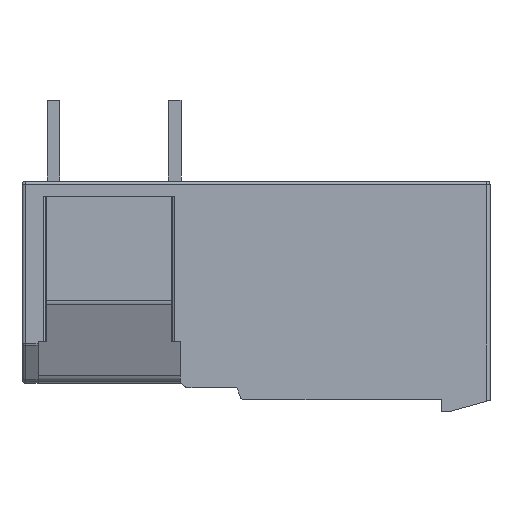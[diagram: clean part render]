
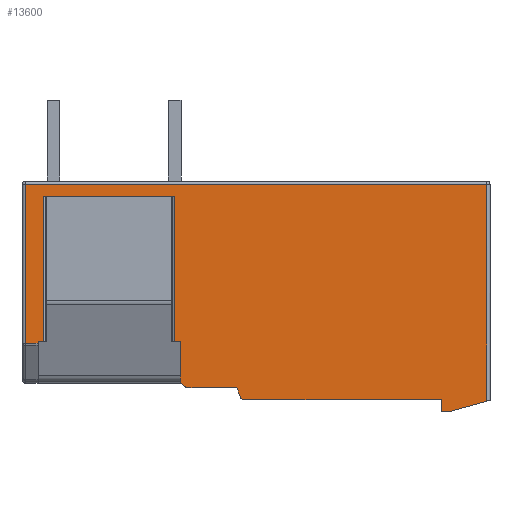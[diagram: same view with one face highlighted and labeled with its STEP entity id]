
A CAD part, front view. The second image highlights one B-rep face of the part: STEP entity #13600.
In plain terms, the highlighted planar face has unit normal (0, -1, 0).
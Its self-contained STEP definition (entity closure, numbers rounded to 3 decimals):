
#1=DIRECTION('',(0.,0.,-1.));
#2=VECTOR('',#1,13.446);
#3=CARTESIAN_POINT('',(17.65,0.,6.756));
#4=LINE('',#3,#2);
#5=DIRECTION('',(-0.963,0.,-0.27));
#6=VECTOR('',#5,2.388);
#7=CARTESIAN_POINT('',(17.65,0.,-6.69));
#8=LINE('',#7,#6);
#9=DIRECTION('',(-1.,0.,0.));
#10=VECTOR('',#9,0.5);
#11=CARTESIAN_POINT('',(15.35,0.,-7.334));
#12=LINE('',#11,#10);
#13=DIRECTION('',(0.,0.,1.));
#14=VECTOR('',#13,0.75);
#15=CARTESIAN_POINT('',(14.85,0.,-7.334));
#16=LINE('',#15,#14);
#17=DIRECTION('',(-1.,0.,0.));
#18=VECTOR('',#17,12.26);
#19=CARTESIAN_POINT('',(14.85,0.,-6.584));
#20=LINE('',#19,#18);
#21=CARTESIAN_POINT('',(2.59,0.,-6.384));
#22=DIRECTION('',(0.,1.,0.));
#23=DIRECTION('',(0.,0.,-1.));
#24=AXIS2_PLACEMENT_3D('',#21,#22,#23);
#26=DIRECTION('',(-0.376,0.,0.927));
#27=VECTOR('',#26,0.664);
#28=CARTESIAN_POINT('',(2.405,0.,-6.459));
#29=LINE('',#28,#27);
#30=DIRECTION('',(-1.,0.,0.));
#31=VECTOR('',#30,3.085);
#32=CARTESIAN_POINT('',(2.155,0.,-5.844));
#33=LINE('',#32,#31);
#34=CARTESIAN_POINT('',(-0.93,0.,-5.644));
#35=DIRECTION('',(0.,1.,0.));
#36=DIRECTION('',(0.,0.,-1.));
#37=AXIS2_PLACEMENT_3D('',#34,#35,#36);
#39=DIRECTION('',(-0.707,0.,0.707));
#40=VECTOR('',#39,0.313);
#41=CARTESIAN_POINT('',(-1.071,0.,-5.785));
#42=LINE('',#41,#40);
#43=DIRECTION('',(-1.,0.,0.));
#44=VECTOR('',#43,0.057);
#45=CARTESIAN_POINT('',(-1.293,0.,-5.564));
#46=LINE('',#45,#44);
#47=DIRECTION('',(0.,0.,-1.));
#48=VECTOR('',#47,2.58);
#49=CARTESIAN_POINT('',(-1.35,0.,-2.984));
#50=LINE('',#49,#48);
#51=DIRECTION('',(-1.,0.,0.));
#52=VECTOR('',#51,8.16);
#53=CARTESIAN_POINT('',(-1.67,0.,6.016));
#54=LINE('',#53,#52);
#55=DIRECTION('',(0.,0.,-1.));
#56=VECTOR('',#55,9.);
#57=CARTESIAN_POINT('',(-9.83,0.,6.016));
#58=LINE('',#57,#56);
#59=DIRECTION('',(0.,0.,-1.));
#60=VECTOR('',#59,0.123);
#61=CARTESIAN_POINT('',(-10.15,0.,-2.984));
#62=LINE('',#61,#60);
#63=DIRECTION('',(-1.,0.,0.));
#64=VECTOR('',#63,0.8);
#65=CARTESIAN_POINT('',(-10.15,0.,-3.106));
#66=LINE('',#65,#64);
#67=DIRECTION('',(0.,0.,1.));
#68=VECTOR('',#67,9.863);
#69=CARTESIAN_POINT('',(-10.95,0.,-3.106));
#70=LINE('',#69,#68);
#71=DIRECTION('',(1.,0.,0.));
#72=VECTOR('',#71,28.6);
#73=CARTESIAN_POINT('',(-10.95,0.,6.756));
#74=LINE('',#73,#72);
#84=CARTESIAN_POINT('',(17.65,0.,-6.69));
#9098=DIRECTION('',(-1.,0.,0.));
#9099=VECTOR('',#9098,0.32);
#9100=CARTESIAN_POINT('',(-1.35,0.,-2.984));
#9101=LINE('',#9100,#9099);
#9102=DIRECTION('',(-1.,0.,0.));
#9103=VECTOR('',#9102,0.32);
#9104=CARTESIAN_POINT('',(-9.83,0.,-2.984));
#9105=LINE('',#9104,#9103);
#9137=DIRECTION('',(0.,0.,-1.));
#9138=VECTOR('',#9137,9.);
#9139=CARTESIAN_POINT('',(-1.67,0.,6.016));
#9140=LINE('',#9139,#9138);
#10351=CARTESIAN_POINT('',(15.35,0.,-7.334));
#10352=CARTESIAN_POINT('',(14.85,0.,-7.334));
#10353=VERTEX_POINT('',#10351);
#10354=VERTEX_POINT('',#10352);
#10355=CARTESIAN_POINT('',(14.85,0.,-6.584));
#10356=VERTEX_POINT('',#10355);
#10357=CARTESIAN_POINT('',(2.59,0.,-6.584));
#10358=VERTEX_POINT('',#10357);
#10359=CARTESIAN_POINT('',(2.405,0.,-6.459));
#10360=VERTEX_POINT('',#10359);
#10361=CARTESIAN_POINT('',(2.155,0.,-5.844));
#10362=VERTEX_POINT('',#10361);
#10363=CARTESIAN_POINT('',(-0.93,0.,-5.844));
#10364=VERTEX_POINT('',#10363);
#10365=CARTESIAN_POINT('',(-1.071,0.,-5.785));
#10366=VERTEX_POINT('',#10365);
#10367=CARTESIAN_POINT('',(-1.293,0.,-5.564));
#10368=VERTEX_POINT('',#10367);
#12387=CARTESIAN_POINT('',(-1.35,0.,-5.564));
#12389=VERTEX_POINT('',#12387);
#12393=CARTESIAN_POINT('',(-1.67,0.,-2.984));
#12395=VERTEX_POINT('',#12393);
#12398=CARTESIAN_POINT('',(-9.83,0.,-2.984));
#12400=VERTEX_POINT('',#12398);
#12402=CARTESIAN_POINT('',(-1.35,0.,-2.984));
#12404=VERTEX_POINT('',#12402);
#12407=CARTESIAN_POINT('',(-10.15,0.,-2.984));
#12409=VERTEX_POINT('',#12407);
#12413=CARTESIAN_POINT('',(-1.67,0.,6.016));
#12415=VERTEX_POINT('',#12413);
#12418=CARTESIAN_POINT('',(-9.83,0.,6.016));
#12420=VERTEX_POINT('',#12418);
#12477=CARTESIAN_POINT('',(-10.15,0.,-3.106));
#12478=VERTEX_POINT('',#12477);
#12488=VERTEX_POINT('',#84);
#12489=CARTESIAN_POINT('',(17.65,0.,6.756));
#12490=VERTEX_POINT('',#12489);
#12497=CARTESIAN_POINT('',(-10.95,0.,6.756));
#12498=VERTEX_POINT('',#12497);
#12503=CARTESIAN_POINT('',(-10.95,0.,-3.106));
#12504=VERTEX_POINT('',#12503);
#13551=CARTESIAN_POINT('',(0.,0.,0.));
#13552=DIRECTION('',(0.,1.,0.));
#13553=DIRECTION('',(1.,0.,0.));
#13554=AXIS2_PLACEMENT_3D('',#13551,#13552,#13553);
#13555=PLANE('',#13554);
#13557=ORIENTED_EDGE('',*,*,#13556,.T.);
#13559=ORIENTED_EDGE('',*,*,#13558,.T.);
#13561=ORIENTED_EDGE('',*,*,#13560,.T.);
#13563=ORIENTED_EDGE('',*,*,#13562,.T.);
#13565=ORIENTED_EDGE('',*,*,#13564,.T.);
#13567=ORIENTED_EDGE('',*,*,#13566,.T.);
#13569=ORIENTED_EDGE('',*,*,#13568,.T.);
#13571=ORIENTED_EDGE('',*,*,#13570,.T.);
#13573=ORIENTED_EDGE('',*,*,#13572,.T.);
#13575=ORIENTED_EDGE('',*,*,#13574,.T.);
#13577=ORIENTED_EDGE('',*,*,#13576,.T.);
#13579=ORIENTED_EDGE('',*,*,#13578,.F.);
#13581=ORIENTED_EDGE('',*,*,#13580,.T.);
#13583=ORIENTED_EDGE('',*,*,#13582,.F.);
#13585=ORIENTED_EDGE('',*,*,#13584,.T.);
#13587=ORIENTED_EDGE('',*,*,#13586,.T.);
#13589=ORIENTED_EDGE('',*,*,#13588,.T.);
#13591=ORIENTED_EDGE('',*,*,#13590,.T.);
#13593=ORIENTED_EDGE('',*,*,#13592,.T.);
#13595=ORIENTED_EDGE('',*,*,#13594,.T.);
#13597=ORIENTED_EDGE('',*,*,#13596,.T.);
#13598=EDGE_LOOP('',(#13557,#13559,#13561,#13563,#13565,#13567,#13569,#13571,
#13573,#13575,#13577,#13579,#13581,#13583,#13585,#13587,#13589,#13591,#13593,
#13595,#13597));
#13599=FACE_OUTER_BOUND('',#13598,.F.);
#13600=ADVANCED_FACE('',(#13599),#13555,.F.);
#25=CIRCLE('',#24,0.2);
#38=CIRCLE('',#37,0.2);
#13556=EDGE_CURVE('',#12490,#12488,#4,.T.);
#13558=EDGE_CURVE('',#12488,#10353,#8,.T.);
#13560=EDGE_CURVE('',#10353,#10354,#12,.T.);
#13562=EDGE_CURVE('',#10354,#10356,#16,.T.);
#13564=EDGE_CURVE('',#10356,#10358,#20,.T.);
#13566=EDGE_CURVE('',#10358,#10360,#25,.T.);
#13568=EDGE_CURVE('',#10360,#10362,#29,.T.);
#13570=EDGE_CURVE('',#10362,#10364,#33,.T.);
#13572=EDGE_CURVE('',#10364,#10366,#38,.T.);
#13574=EDGE_CURVE('',#10366,#10368,#42,.T.);
#13576=EDGE_CURVE('',#10368,#12389,#46,.T.);
#13578=EDGE_CURVE('',#12404,#12389,#50,.T.);
#13580=EDGE_CURVE('',#12404,#12395,#9101,.T.);
#13582=EDGE_CURVE('',#12415,#12395,#9140,.T.);
#13584=EDGE_CURVE('',#12415,#12420,#54,.T.);
#13586=EDGE_CURVE('',#12420,#12400,#58,.T.);
#13588=EDGE_CURVE('',#12400,#12409,#9105,.T.);
#13590=EDGE_CURVE('',#12409,#12478,#62,.T.);
#13592=EDGE_CURVE('',#12478,#12504,#66,.T.);
#13594=EDGE_CURVE('',#12504,#12498,#70,.T.);
#13596=EDGE_CURVE('',#12498,#12490,#74,.T.);
